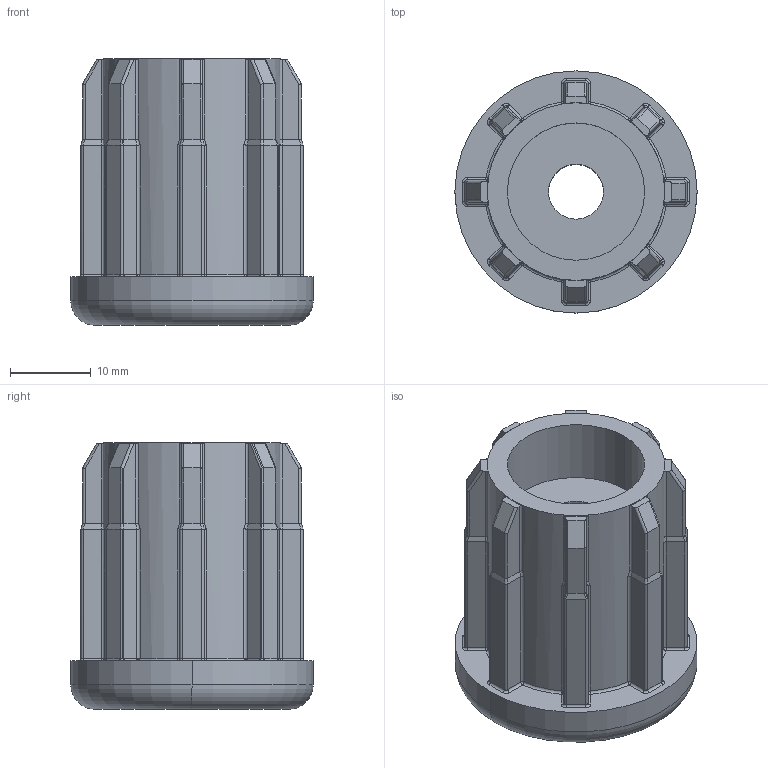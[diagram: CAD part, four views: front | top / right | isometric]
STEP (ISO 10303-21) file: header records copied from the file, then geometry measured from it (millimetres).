
FILE_DESCRIPTION (( 'STEP AP214' ), '1' );
FILE_NAME ('098vr301508.STEP', '2014-08-13T06:58:53', ( '' ), ( '' ), 'SwSTEP 2.0', 'SolidWorks 2014', '' );
FILE_SCHEMA (( 'AUTOMOTIVE_DESIGN' ));
Length unit declared in the file: millimetre
Products named in the file (1): 098vr301508
Bounding box: 30 x 30 x 33 mm (x, y, z)
Volume: 13214.2 mm3; surface area: 5608.3 mm2
Topology: 1 solids, 1 shells, 296 faces, 786 edges, 486 vertices
Faces by surface type: cylinder 142, plane 92, torus 28, sphere 18, bspline 16
Entity records: 9224 total; most frequent: CARTESIAN_POINT 2517, ORIENTED_EDGE 1548, DIRECTION 1280, EDGE_CURVE 774, VERTEX_POINT 482, AXIS2_PLACEMENT_3D 469, LINE 342, VECTOR 342
